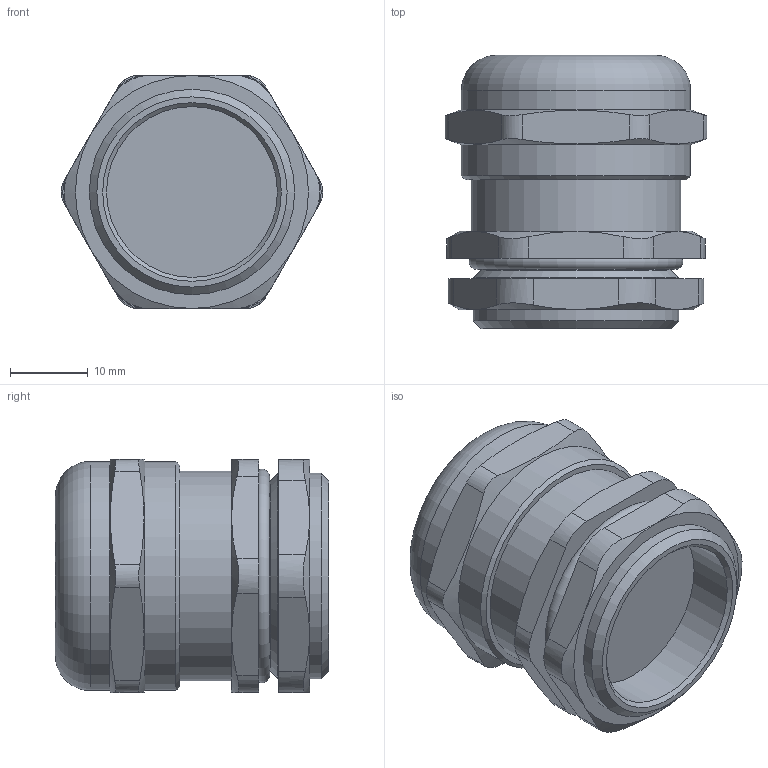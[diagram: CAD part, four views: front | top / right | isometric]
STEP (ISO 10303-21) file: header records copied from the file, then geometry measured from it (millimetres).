
FILE_DESCRIPTION(/* description */ (''),/* implementation_level */ '2;1');
FILE_NAME(/* name */ 'ЗЭТА G 3(4 (13-18 мм).stp',/* time_stamp */ '2023-03-29T16:38:34+07:00',/* author */ ('zeta-09'),/* organization */ (''),/* preprocessor_version */ 'ST-DEVELOPER v18.1',/* originating_system */ 'Autodesk Inventor 2021',/* authorisation */ '');
FILE_SCHEMA (('AUTOMOTIVE_DESIGN { 1 0 10303 214 3 1 1 }'));
Length unit declared in the file: millimetre
Products named in the file (1): Деталь1
Bounding box: 33.71 x 35.16 x 30 mm (x, y, z)
Volume: 20662.5 mm3; surface area: 5798.4 mm2
Topology: 1 solids, 1 shells, 73 faces, 178 edges, 114 vertices
Faces by surface type: plane 27, cylinder 25, cone 18, torus 3
Full cylindrical faces by diameter (mm): 22 x1, 24.5 x1, 26.441 x2, 27 x1, 29.5 x2
Entity records: 2443 total; most frequent: CARTESIAN_POINT 704, ORIENTED_EDGE 356, DIRECTION 319, EDGE_CURVE 178, AXIS2_PLACEMENT_3D 129, VERTEX_POINT 114, EDGE_LOOP 80, FACE_OUTER_BOUND 73
